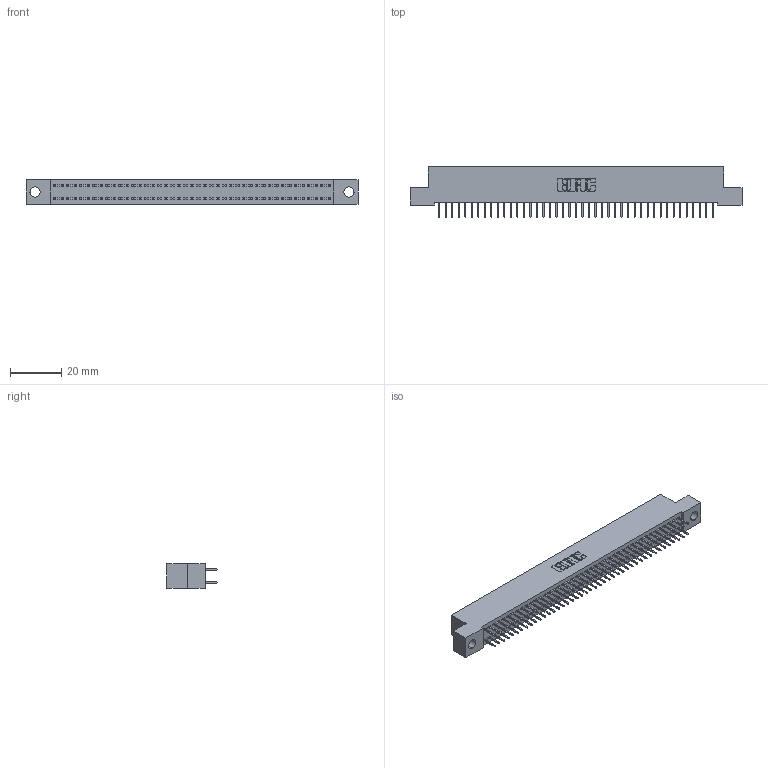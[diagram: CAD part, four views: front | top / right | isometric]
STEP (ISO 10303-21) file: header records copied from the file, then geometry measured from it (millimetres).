
FILE_DESCRIPTION (( 'STEP AP203' ), '1' );
FILE_NAME ('342-086-524-204.STEP', '2018-08-13T19:03:16', ( '' ), ( '' ), 'SwSTEP 2.0', 'SolidWorks 2016', '' );
FILE_SCHEMA (( 'CONFIG_CONTROL_DESIGN' ));
Length unit declared in the file: inch
Products named in the file (3): 342 Part_.156 TH; 345-292-001_345-293-124; 342-086-524-204
Assembly tree (87 placements, depth 2):
  342-086-524-204
    342 Part_.156 TH
    345-292-001_345-293-124  x86
Bounding box: 129.54 x 19.69 x 9.4 mm (x, y, z)
Volume: 11426.7 mm3; surface area: 18110.1 mm2
Topology: 87 solids, 87 shells, 4926 faces, 13973 edges, 8970 vertices
Faces by surface type: plane 3678, cylinder 1248
Entity records: 27479 total; most frequent: CARTESIAN_POINT 4550, ORIENTED_EDGE 4486, DIRECTION 3887, EDGE_CURVE 2243, VECTOR 2119, LINE 2119, VERTEX_POINT 1490, AXIS2_PLACEMENT_3D 884
